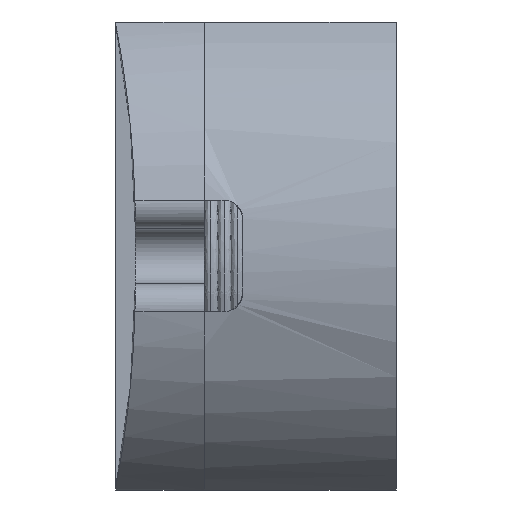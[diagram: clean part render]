
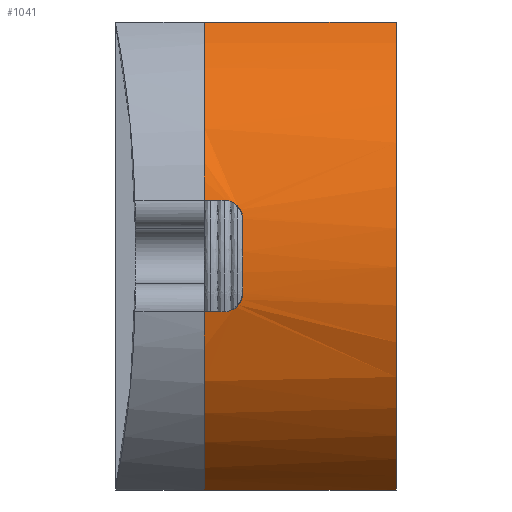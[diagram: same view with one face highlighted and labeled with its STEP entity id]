
A CAD part, left-side view. The second image highlights one B-rep face of the part: STEP entity #1041.
In plain terms, the highlighted free-form (B-spline) face has degree [2, 1] with [3, 2] control points.
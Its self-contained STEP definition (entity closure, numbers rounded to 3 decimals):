
#880 = VERTEX_POINT('',#881);
#881 = CARTESIAN_POINT('',(-2.548,0.,0.536));
#886 = EDGE_CURVE('',#887,#880,#889,.T.);
#887 = VERTEX_POINT('',#888);
#888 = CARTESIAN_POINT('',(-1.319,0.,2.244));
#889 = ( BOUNDED_CURVE() B_SPLINE_CURVE(2,(#890,#891,#892),
.UNSPECIFIED.,.F.,.F.) B_SPLINE_CURVE_WITH_KNOTS((3,3),(3.673,
4.505),.PIECEWISE_BEZIER_KNOTS.) CURVE() 
GEOMETRIC_REPRESENTATION_ITEM() RATIONAL_B_SPLINE_CURVE((1.,
0.915,1.)) REPRESENTATION_ITEM('') );
#890 = CARTESIAN_POINT('',(-1.319,0.,2.244));
#891 = CARTESIAN_POINT('',(-2.311,0.,1.661));
#892 = CARTESIAN_POINT('',(-2.548,0.,0.536));
#907 = EDGE_CURVE('',#908,#910,#912,.T.);
#908 = VERTEX_POINT('',#909);
#909 = CARTESIAN_POINT('',(-1.319,-1.84,2.244)
  );
#910 = VERTEX_POINT('',#911);
#911 = CARTESIAN_POINT('',(-1.319,-1.84,-2.244
    ));
#912 = ( BOUNDED_CURVE() B_SPLINE_CURVE(2,(#913,#914,#915),
.UNSPECIFIED.,.F.,.F.) B_SPLINE_CURVE_WITH_KNOTS((3,3),(3.673,
5.752),.PIECEWISE_BEZIER_KNOTS.) CURVE() 
GEOMETRIC_REPRESENTATION_ITEM() RATIONAL_B_SPLINE_CURVE((1.,
0.507,1.)) REPRESENTATION_ITEM('') );
#913 = CARTESIAN_POINT('',(-1.319,-1.84,2.244)
  );
#914 = CARTESIAN_POINT('',(-5.137,-1.84,
    0.));
#915 = CARTESIAN_POINT('',(-1.319,-1.84,-2.244
    ));
#977 = EDGE_CURVE('',#978,#980,#982,.T.);
#978 = VERTEX_POINT('',#979);
#979 = CARTESIAN_POINT('',(-2.548,0.,-0.536));
#980 = VERTEX_POINT('',#981);
#981 = CARTESIAN_POINT('',(-1.319,0.,-2.244));
#982 = ( BOUNDED_CURVE() B_SPLINE_CURVE(2,(#983,#984,#985),
.UNSPECIFIED.,.F.,.F.) B_SPLINE_CURVE_WITH_KNOTS((3,3),(4.92,
5.752),.PIECEWISE_BEZIER_KNOTS.) CURVE() 
GEOMETRIC_REPRESENTATION_ITEM() RATIONAL_B_SPLINE_CURVE((1.,
0.915,1.)) REPRESENTATION_ITEM('') );
#983 = CARTESIAN_POINT('',(-2.548,0.,-0.536));
#984 = CARTESIAN_POINT('',(-2.311,0.,-1.661));
#985 = CARTESIAN_POINT('',(-1.319,0.,-2.244));
#1041 = ADVANCED_FACE('',(#1042),#1099,.T.);
#1042 = FACE_BOUND('',#1043,.T.);
#1043 = EDGE_LOOP('',(#1044,#1045,#1052,#1063,#1071,#1082,#1087,#1088,
    #1093,#1094));
#1044 = ORIENTED_EDGE('',*,*,#886,.T.);
#1045 = ORIENTED_EDGE('',*,*,#1046,.T.);
#1046 = EDGE_CURVE('',#880,#1047,#1049,.T.);
#1047 = VERTEX_POINT('',#1048);
#1048 = CARTESIAN_POINT('',(-2.548,-0.188,0.536
    ));
#1049 = B_SPLINE_CURVE_WITH_KNOTS('',1,(#1050,#1051),.UNSPECIFIED.,.F.,
  .F.,(2,2),(-2.05,-1.84),.PIECEWISE_BEZIER_KNOTS.);
#1050 = CARTESIAN_POINT('',(-2.548,0.,0.536));
#1051 = CARTESIAN_POINT('',(-2.548,-0.188,0.536
    ));
#1052 = ORIENTED_EDGE('',*,*,#1053,.T.);
#1053 = EDGE_CURVE('',#1047,#1054,#1056,.T.);
#1054 = VERTEX_POINT('',#1055);
#1055 = CARTESIAN_POINT('',(-2.579,-0.368,
    0.356));
#1056 = B_SPLINE_CURVE_WITH_KNOTS('',3,(#1057,#1058,#1059,#1060,#1061,
    #1062),.UNSPECIFIED.,.F.,.F.,(4,2,4),(0.,0.,
    0.),.UNSPECIFIED.);
#1057 = CARTESIAN_POINT('',(-2.548,-0.188,0.536
    ));
#1058 = CARTESIAN_POINT('',(-2.548,-0.236,
    0.536));
#1059 = CARTESIAN_POINT('',(-2.552,-0.283,
    0.516));
#1060 = CARTESIAN_POINT('',(-2.565,-0.349,
    0.45));
#1061 = CARTESIAN_POINT('',(-2.572,-0.368,
    0.404));
#1062 = CARTESIAN_POINT('',(-2.579,-0.368,
    0.356));
#1063 = ORIENTED_EDGE('',*,*,#1064,.T.);
#1064 = EDGE_CURVE('',#1054,#1065,#1067,.T.);
#1065 = VERTEX_POINT('',#1066);
#1066 = CARTESIAN_POINT('',(-2.579,-0.368,
    -0.356));
#1067 = ( BOUNDED_CURVE() B_SPLINE_CURVE(2,(#1068,#1069,#1070),
.UNSPECIFIED.,.F.,.F.) B_SPLINE_CURVE_WITH_KNOTS((3,3),(4.575,
4.85),.PIECEWISE_BEZIER_KNOTS.) CURVE() 
GEOMETRIC_REPRESENTATION_ITEM() RATIONAL_B_SPLINE_CURVE((1.,
0.991,1.)) REPRESENTATION_ITEM('') );
#1068 = CARTESIAN_POINT('',(-2.579,-0.368,
    0.356));
#1069 = CARTESIAN_POINT('',(-2.628,-0.368,
    0.));
#1070 = CARTESIAN_POINT('',(-2.579,-0.368,
    -0.356));
#1071 = ORIENTED_EDGE('',*,*,#1072,.T.);
#1072 = EDGE_CURVE('',#1065,#1073,#1075,.T.);
#1073 = VERTEX_POINT('',#1074);
#1074 = CARTESIAN_POINT('',(-2.548,-0.188,
    -0.536));
#1075 = B_SPLINE_CURVE_WITH_KNOTS('',3,(#1076,#1077,#1078,#1079,#1080,
    #1081),.UNSPECIFIED.,.F.,.F.,(4,2,4),(0.,0.,
    0.),.UNSPECIFIED.);
#1076 = CARTESIAN_POINT('',(-2.579,-0.368,
    -0.356));
#1077 = CARTESIAN_POINT('',(-2.572,-0.368,
    -0.404));
#1078 = CARTESIAN_POINT('',(-2.565,-0.349,
    -0.45));
#1079 = CARTESIAN_POINT('',(-2.552,-0.283,
    -0.516));
#1080 = CARTESIAN_POINT('',(-2.548,-0.236,
    -0.536));
#1081 = CARTESIAN_POINT('',(-2.548,-0.188,
    -0.536));
#1082 = ORIENTED_EDGE('',*,*,#1083,.T.);
#1083 = EDGE_CURVE('',#1073,#978,#1084,.T.);
#1084 = B_SPLINE_CURVE_WITH_KNOTS('',1,(#1085,#1086),.UNSPECIFIED.,.F.,
  .F.,(2,2),(1.84,2.05),.PIECEWISE_BEZIER_KNOTS.);
#1085 = CARTESIAN_POINT('',(-2.548,-0.188,
    -0.536));
#1086 = CARTESIAN_POINT('',(-2.548,0.,-0.536));
#1087 = ORIENTED_EDGE('',*,*,#977,.T.);
#1088 = ORIENTED_EDGE('',*,*,#1089,.F.);
#1089 = EDGE_CURVE('',#910,#980,#1090,.T.);
#1090 = B_SPLINE_CURVE_WITH_KNOTS('',1,(#1091,#1092),.UNSPECIFIED.,.F.,
  .F.,(2,2),(0.,2.05),.PIECEWISE_BEZIER_KNOTS.);
#1091 = CARTESIAN_POINT('',(-1.319,-1.84,
    -2.244));
#1092 = CARTESIAN_POINT('',(-1.319,0.,-2.244));
#1093 = ORIENTED_EDGE('',*,*,#907,.F.);
#1094 = ORIENTED_EDGE('',*,*,#1095,.T.);
#1095 = EDGE_CURVE('',#908,#887,#1096,.T.);
#1096 = B_SPLINE_CURVE_WITH_KNOTS('',1,(#1097,#1098),.UNSPECIFIED.,.F.,
  .F.,(2,2),(0.,2.05),.PIECEWISE_BEZIER_KNOTS.);
#1097 = CARTESIAN_POINT('',(-1.319,-1.84,2.244
    ));
#1098 = CARTESIAN_POINT('',(-1.319,0.,2.244));
#1099 = ( BOUNDED_SURFACE() B_SPLINE_SURFACE(2,1,(
    (#1100,#1101)
    ,(#1102,#1103)
    ,(#1104,#1105
)),.UNSPECIFIED.,.F.,.F.,.F.) B_SPLINE_SURFACE_WITH_KNOTS((3,3),(2,2),(
    3.673,5.752),(0.,2.05),.PIECEWISE_BEZIER_KNOTS.) 
GEOMETRIC_REPRESENTATION_ITEM() RATIONAL_B_SPLINE_SURFACE((
    (1.,1.)
    ,(0.507,0.507)
,(1.,1.))) REPRESENTATION_ITEM('') SURFACE() );
#1100 = CARTESIAN_POINT('',(-1.319,-1.84,
    -2.244));
#1101 = CARTESIAN_POINT('',(-1.319,0.,-2.244));
#1102 = CARTESIAN_POINT('',(-5.137,-1.84,
    0.));
#1103 = CARTESIAN_POINT('',(-5.137,0.,0.));
#1104 = CARTESIAN_POINT('',(-1.319,-1.84,2.244
    ));
#1105 = CARTESIAN_POINT('',(-1.319,0.,2.244));
